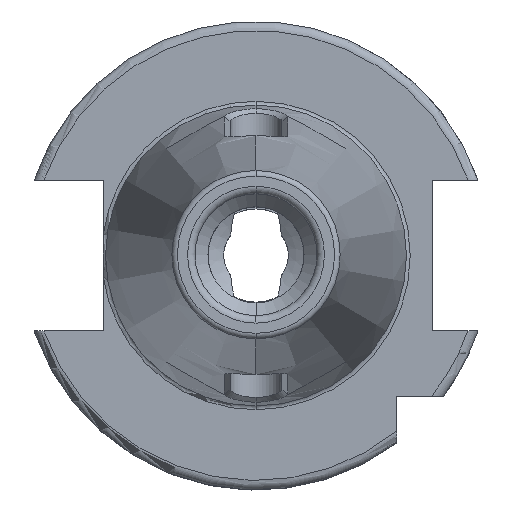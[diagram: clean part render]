
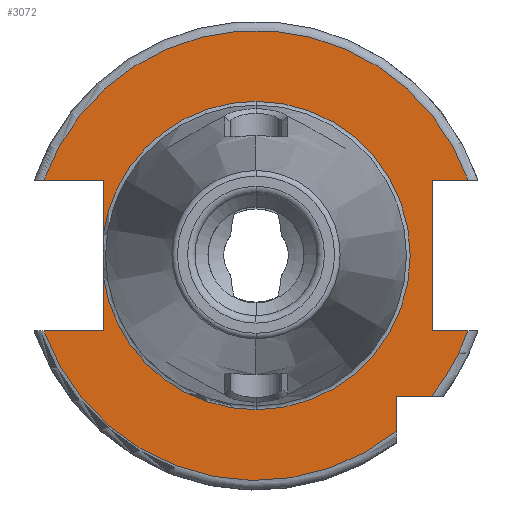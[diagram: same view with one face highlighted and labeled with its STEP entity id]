
A CAD part, top view. The second image highlights one B-rep face of the part: STEP entity #3072.
In plain terms, the highlighted planar face has unit normal (0, 0, 1).
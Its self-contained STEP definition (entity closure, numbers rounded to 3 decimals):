
#746=DIRECTION('',(1,0,0));
#747=VECTOR('',#746,6.31);
#748=CARTESIAN_POINT('',(-22.61,-8.05,15.9));
#749=LINE('',#748,#747);
#750=DIRECTION('',(0,1,0));
#751=VECTOR('',#750,5.834);
#752=CARTESIAN_POINT('',(-16.3,-8.05,15.9));
#753=LINE('',#752,#751);
#754=DIRECTION('',(0,1,0));
#755=VECTOR('',#754,5.834);
#756=CARTESIAN_POINT('',(-16.3,2.216,15.9));
#757=LINE('',#756,#755);
#758=DIRECTION('',(1,0,0));
#759=VECTOR('',#758,6.31);
#760=CARTESIAN_POINT('',(-22.61,8.05,15.9));
#761=LINE('',#760,#759);
#762=DIRECTION('',(-1,0,0));
#763=VECTOR('',#762,3.81);
#764=CARTESIAN_POINT('',(22.61,8.05,15.9));
#765=LINE('',#764,#763);
#766=DIRECTION('',(0,-1,0));
#767=VECTOR('',#766,16.1);
#768=CARTESIAN_POINT('',(18.8,8.05,15.9));
#769=LINE('',#768,#767);
#770=DIRECTION('',(-1,0,0));
#771=VECTOR('',#770,3.81);
#772=CARTESIAN_POINT('',(22.61,-8.05,15.9));
#773=LINE('',#772,#771);
#774=CARTESIAN_POINT('',(0,0,15.9));
#775=DIRECTION('',(0,0,1));
#776=DIRECTION('',(0.781,-0.625,0));
#777=AXIS2_PLACEMENT_3D('',#774,#775,#776);
#779=DIRECTION('',(-1,0,0));
#780=VECTOR('',#779,3.735);
#781=CARTESIAN_POINT('',(18.735,-15,15.9));
#782=LINE('',#781,#780);
#783=DIRECTION('',(0,1,0));
#784=VECTOR('',#783,3.735);
#785=CARTESIAN_POINT('',(15,-18.735,15.9));
#786=LINE('',#785,#784);
#798=CARTESIAN_POINT('',(0,0,15.9));
#799=DIRECTION('',(0,0,1));
#800=DIRECTION('',(0,1,0));
#801=AXIS2_PLACEMENT_3D('',#798,#799,#800);
#813=CARTESIAN_POINT('',(0,0,15.9));
#814=DIRECTION('',(0,0,1));
#815=DIRECTION('',(-0.991,-0.135,0));
#816=AXIS2_PLACEMENT_3D('',#813,#814,#815);
#818=CARTESIAN_POINT('',(0,0,15.9));
#819=DIRECTION('',(0,0,-1));
#820=DIRECTION('',(0,1,0));
#821=AXIS2_PLACEMENT_3D('',#818,#819,#820);
#1392=CARTESIAN_POINT('',(0,0,15.9));
#1393=DIRECTION('',(0,0,1));
#1394=DIRECTION('',(0.942,0.335,0));
#1395=AXIS2_PLACEMENT_3D('',#1392,#1393,#1394);
#1443=CARTESIAN_POINT('',(0,0,15.9));
#1444=DIRECTION('',(0,0,1));
#1445=DIRECTION('',(-0.942,-0.335,0));
#1446=AXIS2_PLACEMENT_3D('',#1443,#1444,#1445);
#1844=CARTESIAN_POINT('',(0,16.45,15.9));
#1846=VERTEX_POINT('',#1844);
#1866=CARTESIAN_POINT('',(0,-16.45,15.9));
#1868=VERTEX_POINT('',#1866);
#1978=CARTESIAN_POINT('',(-22.61,-8.05,15.9));
#1979=CARTESIAN_POINT('',(-16.3,-8.05,15.9));
#1980=VERTEX_POINT('',#1978);
#1981=VERTEX_POINT('',#1979);
#1982=CARTESIAN_POINT('',(-16.3,-2.216,15.9));
#1983=VERTEX_POINT('',#1982);
#1984=CARTESIAN_POINT('',(-16.3,2.216,15.9));
#1985=CARTESIAN_POINT('',(-16.3,8.05,15.9));
#1986=VERTEX_POINT('',#1984);
#1987=VERTEX_POINT('',#1985);
#1988=CARTESIAN_POINT('',(-22.61,8.05,15.9));
#1989=VERTEX_POINT('',#1988);
#1990=CARTESIAN_POINT('',(18.8,8.05,15.9));
#1991=CARTESIAN_POINT('',(18.8,-8.05,15.9));
#1992=VERTEX_POINT('',#1990);
#1993=VERTEX_POINT('',#1991);
#1994=CARTESIAN_POINT('',(22.61,-8.05,15.9));
#1995=VERTEX_POINT('',#1994);
#1996=CARTESIAN_POINT('',(22.61,8.05,15.9));
#1997=VERTEX_POINT('',#1996);
#1998=CARTESIAN_POINT('',(15,-18.735,15.9));
#1999=CARTESIAN_POINT('',(15,-15,15.9));
#2000=VERTEX_POINT('',#1998);
#2001=VERTEX_POINT('',#1999);
#2002=CARTESIAN_POINT('',(18.735,-15,15.9));
#2003=VERTEX_POINT('',#2002);
#3038=CARTESIAN_POINT('',(0,0,15.9));
#3039=DIRECTION('',(0,0,-1));
#3040=DIRECTION('',(0,-1,0));
#3041=AXIS2_PLACEMENT_3D('',#3038,#3039,#3040);
#3042=PLANE('',#3041);
#3043=ORIENTED_EDGE('',*,*,#3015,.T.);
#3044=ORIENTED_EDGE('',*,*,#2955,.T.);
#3046=ORIENTED_EDGE('',*,*,#3045,.T.);
#3048=ORIENTED_EDGE('',*,*,#3047,.F.);
#3050=ORIENTED_EDGE('',*,*,#3049,.T.);
#3051=ORIENTED_EDGE('',*,*,#2951,.T.);
#3053=ORIENTED_EDGE('',*,*,#3052,.F.);
#3055=ORIENTED_EDGE('',*,*,#3054,.F.);
#3057=ORIENTED_EDGE('',*,*,#3056,.T.);
#3059=ORIENTED_EDGE('',*,*,#3058,.T.);
#3061=ORIENTED_EDGE('',*,*,#3060,.F.);
#3063=ORIENTED_EDGE('',*,*,#3062,.F.);
#3065=ORIENTED_EDGE('',*,*,#3064,.T.);
#3067=ORIENTED_EDGE('',*,*,#3066,.F.);
#3069=ORIENTED_EDGE('',*,*,#3068,.F.);
#3070=EDGE_LOOP('',(#3043,#3044,#3046,#3048,#3050,#3051,#3053,#3055,#3057,#3059,
#3061,#3063,#3065,#3067,#3069));
#3071=FACE_OUTER_BOUND('',#3070,.F.);
#3072=ADVANCED_FACE('',(#3071),#3042,.F.);
#778=CIRCLE('',#777,24);
#802=CIRCLE('',#801,16.45);
#817=CIRCLE('',#816,16.45);
#822=CIRCLE('',#821,16.45);
#1396=CIRCLE('',#1395,24);
#1447=CIRCLE('',#1446,24);
#2951=EDGE_CURVE('',#1986,#1987,#757,.T.);
#2955=EDGE_CURVE('',#1981,#1983,#753,.T.);
#3015=EDGE_CURVE('',#1980,#1981,#749,.T.);
#3045=EDGE_CURVE('',#1983,#1868,#817,.T.);
#3047=EDGE_CURVE('',#1846,#1868,#822,.T.);
#3049=EDGE_CURVE('',#1846,#1986,#802,.T.);
#3052=EDGE_CURVE('',#1989,#1987,#761,.T.);
#3054=EDGE_CURVE('',#1997,#1989,#1396,.T.);
#3056=EDGE_CURVE('',#1997,#1992,#765,.T.);
#3058=EDGE_CURVE('',#1992,#1993,#769,.T.);
#3060=EDGE_CURVE('',#1995,#1993,#773,.T.);
#3062=EDGE_CURVE('',#2003,#1995,#778,.T.);
#3064=EDGE_CURVE('',#2003,#2001,#782,.T.);
#3066=EDGE_CURVE('',#2000,#2001,#786,.T.);
#3068=EDGE_CURVE('',#1980,#2000,#1447,.T.);
